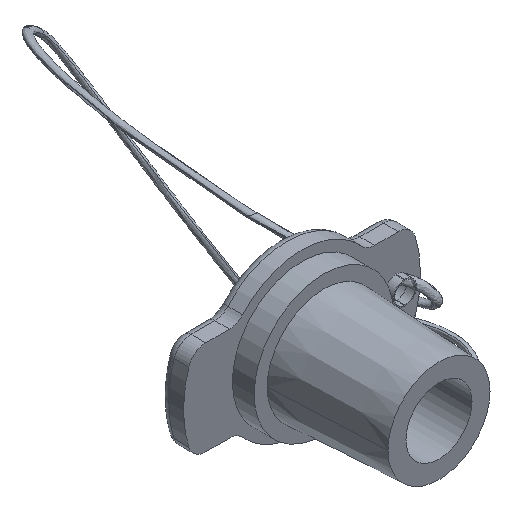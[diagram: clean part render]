
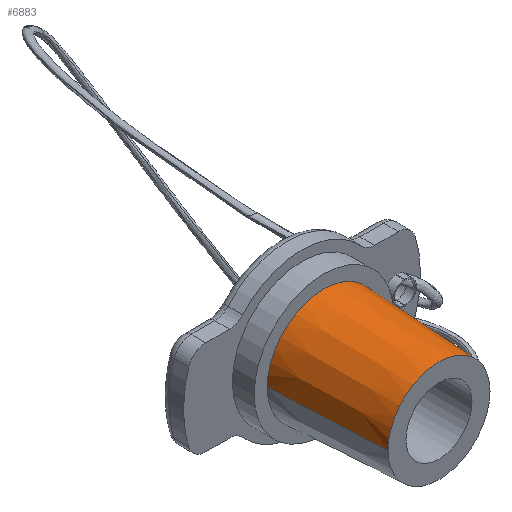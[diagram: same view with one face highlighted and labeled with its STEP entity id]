
A CAD part, isometric view. The second image highlights one B-rep face of the part: STEP entity #6883.
In plain terms, the highlighted conical face has half-angle 2.794 degrees and reference radius 13.729 mm.
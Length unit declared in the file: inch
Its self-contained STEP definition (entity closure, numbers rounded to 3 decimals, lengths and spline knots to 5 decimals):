
#355 = VERTEX_POINT ( 'NONE', #1026 ) ;
#444 = ORIENTED_EDGE ( 'NONE', *, *, #1017, .T. ) ;
#684 = CONICAL_SURFACE ( 'NONE', #5257, 0.5405, 0.049 ) ;
#840 = CIRCLE ( 'NONE', #4593, 0.6 ) ;
#1017 = EDGE_CURVE ( 'NONE', #1423, #1526, #1224, .T. ) ;
#1026 = CARTESIAN_POINT ( 'NONE',  ( -3.58741, 0.98579, 1.1533 ) ) ;
#1057 = VECTOR ( 'NONE', #3824, 39.37008 ) ;
#1224 = CIRCLE ( 'NONE', #5777, 0.5405 ) ;
#1270 = CARTESIAN_POINT ( 'NONE',  ( -2.44691, -0.23321, 1.1533 ) ) ;
#1423 = VERTEX_POINT ( 'NONE', #1979 ) ;
#1526 = VERTEX_POINT ( 'NONE', #8105 ) ;
#1844 = DIRECTION ( 'NONE',  ( 0., 1., 0. ) ) ;
#1979 = CARTESIAN_POINT ( 'NONE',  ( -3.52791, -0.23321, 1.1533 ) ) ;
#2219 = ORIENTED_EDGE ( 'NONE', *, *, #5792, .F. ) ;
#2258 = DIRECTION ( 'NONE',  ( -1., 0., 0. ) ) ;
#2337 = LINE ( 'NONE', #4828, #7997 ) ;
#2396 = EDGE_LOOP ( 'NONE', ( #444, #7345, #7683, #2219 ) ) ;
#2791 = CARTESIAN_POINT ( 'NONE',  ( -2.38741, 0.98579, 1.1533 ) ) ;
#2993 = DIRECTION ( 'NONE',  ( -1., 0., 0. ) ) ;
#3308 = CARTESIAN_POINT ( 'NONE',  ( -2.98741, -0.23321, 1.1533 ) ) ;
#3653 = DIRECTION ( 'NONE',  ( -1., 0., 0. ) ) ;
#3824 = DIRECTION ( 'NONE',  ( 0.049, 0.999, 0. ) ) ;
#4263 = CARTESIAN_POINT ( 'NONE',  ( -2.98741, 0.98579, 1.1533 ) ) ;
#4296 = EDGE_CURVE ( 'NONE', #1526, #6777, #6916, .T. ) ;
#4593 = AXIS2_PLACEMENT_3D ( 'NONE', #4263, #4955, #2993 ) ;
#4828 = CARTESIAN_POINT ( 'NONE',  ( -3.52791, -0.23321, 1.1533 ) ) ;
#4955 = DIRECTION ( 'NONE',  ( 0., 1., 0. ) ) ;
#5257 = AXIS2_PLACEMENT_3D ( 'NONE', #3308, #1844, #3653 ) ;
#5777 = AXIS2_PLACEMENT_3D ( 'NONE', #7381, #7980, #2258 ) ;
#5792 = EDGE_CURVE ( 'NONE', #1423, #355, #2337, .T. ) ;
#6436 = FACE_OUTER_BOUND ( 'NONE', #2396, .T. ) ;
#6521 = DIRECTION ( 'NONE',  ( -0.049, 0.999, 0. ) ) ;
#6551 = EDGE_CURVE ( 'NONE', #355, #6777, #840, .T. ) ;
#6777 = VERTEX_POINT ( 'NONE', #2791 ) ;
#6883 = ADVANCED_FACE ( 'NONE', ( #6436 ), #684, .T. ) ;
#6916 = LINE ( 'NONE', #1270, #1057 ) ;
#7345 = ORIENTED_EDGE ( 'NONE', *, *, #4296, .T. ) ;
#7381 = CARTESIAN_POINT ( 'NONE',  ( -2.98741, -0.23321, 1.1533 ) ) ;
#7683 = ORIENTED_EDGE ( 'NONE', *, *, #6551, .F. ) ;
#7980 = DIRECTION ( 'NONE',  ( 0., 1., 0. ) ) ;
#7997 = VECTOR ( 'NONE', #6521, 39.37008 ) ;
#8105 = CARTESIAN_POINT ( 'NONE',  ( -2.44691, -0.23321, 1.1533 ) ) ;
